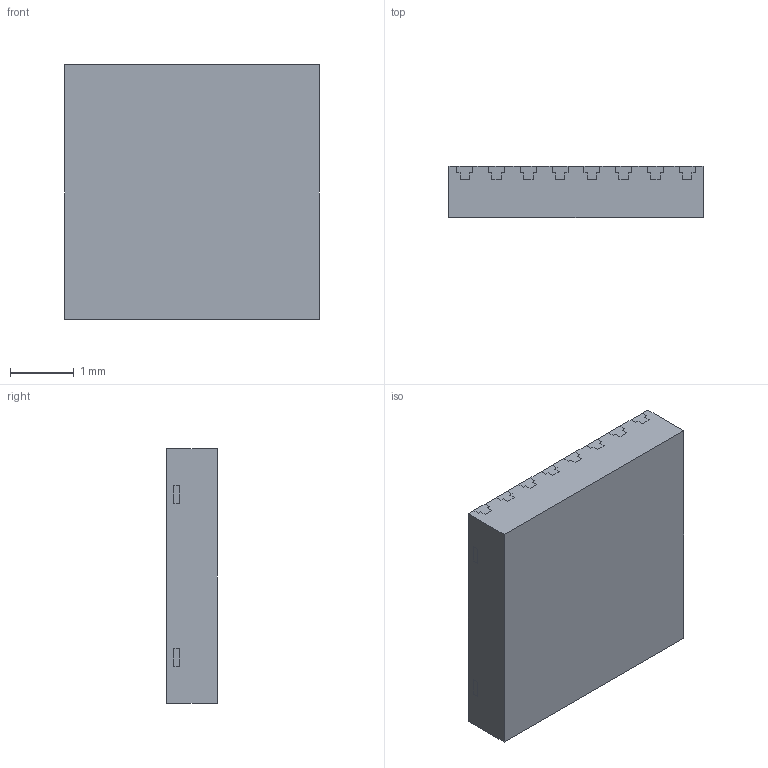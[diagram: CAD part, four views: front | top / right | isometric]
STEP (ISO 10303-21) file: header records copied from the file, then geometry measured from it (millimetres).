
FILE_DESCRIPTION(/* description */ ('Unknown'),/* implementation_level */ '2;1');
FILE_NAME(/* name */ 'DFN4040A-16',/* time_stamp */ '2025-07-24T12:47:51+08:00',/* author */ ('Unknown'),/* organization */ ('Unknown'),/* preprocessor_version */ 'ST-DEVELOPER v20',/* originating_system */ 'Solid Edge',/* authorisation */ 'Unknown');
FILE_SCHEMA (('AUTOMOTIVE_DESIGN {1 0 10303 214 3 1 1}'));
Length unit declared in the file: millimetre
Products named in the file (3): DFN4040A-16; Compound; LDF
Assembly tree (2 placements, depth 2):
  DFN4040A-16
    Compound
    LDF
Bounding box: 4 x 0.8 x 4 mm (x, y, z)
Volume: 12.8 mm3; surface area: 88.9 mm2
Topology: 11 solids, 11 shells, 557 faces, 1650 edges, 1100 vertices
Faces by surface type: plane 509, cylinder 48
Entity records: 20510 total; most frequent: CARTESIAN_POINT 3310, ORIENTED_EDGE 3300, DIRECTION 2902, EDGE_CURVE 1650, LINE 1518, VECTOR 1518, VERTEX_POINT 1100, AXIS2_PLACEMENT_3D 692
